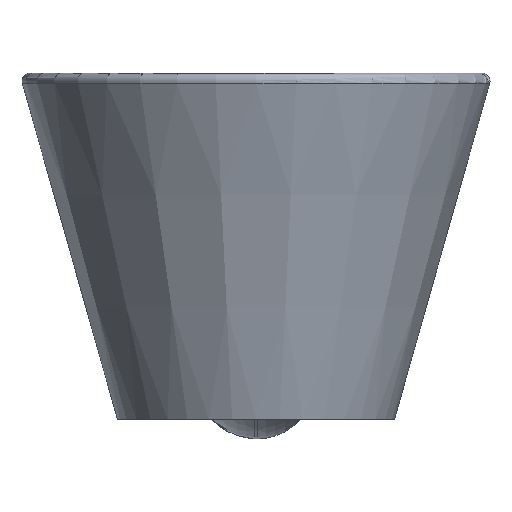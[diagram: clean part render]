
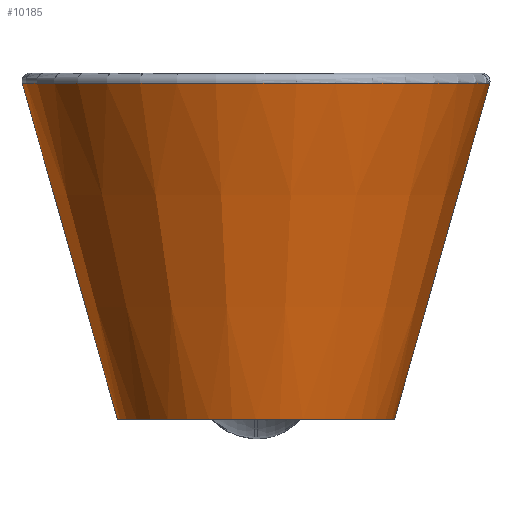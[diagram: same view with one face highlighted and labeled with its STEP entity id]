
A CAD part, front view. The second image highlights one B-rep face of the part: STEP entity #10185.
In plain terms, the highlighted conical face has half-angle 15.819 degrees and reference radius 162.5 mm.
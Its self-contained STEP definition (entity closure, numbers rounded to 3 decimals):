
#8248=CARTESIAN_POINT('',(202.061,-588.,27.5));
#8249=VERTEX_POINT('',#8248);
#8256=CARTESIAN_POINT('',(-7.939,-587.895,27.5));
#8257=VERTEX_POINT('',#8256);
#8258=CARTESIAN_POINT('',(97.032,-646.043,27.5));
#8259=DIRECTION('',(0.,0.,-1.0));
#8260=DIRECTION('',(0.275,-0.961,0.));
#8261=AXIS2_PLACEMENT_3D('',#8258,#8259,#8260);
#8262=CIRCLE('',#8261,120.);
#8263=EDGE_CURVE('',#8249,#8257,#8262,.T.);
#9174=CARTESIAN_POINT('',(-7.939,-472.902,318.592));
#9175=VERTEX_POINT('',#9174);
#9186=CARTESIAN_POINT('',(202.061,-472.937,318.592));
#9187=VERTEX_POINT('',#9186);
#9188=CARTESIAN_POINT('',(97.032,-646.043,318.592));
#9189=DIRECTION('',(0.,0.,1.0));
#9190=DIRECTION('',(0.,-1.,0.));
#9191=AXIS2_PLACEMENT_3D('',#9188,#9189,#9190);
#9192=CIRCLE('',#9191,202.476);
#9193=EDGE_CURVE('',#9175,#9187,#9192,.T.);
#9304=CARTESIAN_POINT('',(-7.939,-472.902,318.592));
#9305=CARTESIAN_POINT('',(-7.939,-545.104,100.682));
#9306=CARTESIAN_POINT('',(-7.939,-587.895,27.5));
#9314=(BOUNDED_CURVE()B_SPLINE_CURVE(2,(#9304,#9305,#9306),.UNSPECIFIED.,.F.,.U.)B_SPLINE_CURVE_WITH_KNOTS((3,3),(0.6,32.266),.UNSPECIFIED.)CURVE()GEOMETRIC_REPRESENTATION_ITEM()RATIONAL_B_SPLINE_CURVE((1.003,1.072,1.0))REPRESENTATION_ITEM(''));
#9315=EDGE_CURVE('',#9175,#8257,#9314,.T.);
#10156=CARTESIAN_POINT('',(202.061,-588.,27.5));
#10157=CARTESIAN_POINT('',(202.061,-545.183,100.595));
#10158=CARTESIAN_POINT('',(202.061,-472.937,318.592));
#10166=(BOUNDED_CURVE()B_SPLINE_CURVE(2,(#10156,#10157,#10158),.UNSPECIFIED.,.F.,.U.)B_SPLINE_CURVE_WITH_KNOTS((3,3),(0.0,31.67),.UNSPECIFIED.)CURVE()GEOMETRIC_REPRESENTATION_ITEM()RATIONAL_B_SPLINE_CURVE((1.0,1.072,1.003))REPRESENTATION_ITEM(''));
#10167=EDGE_CURVE('',#8249,#9187,#10166,.T.);
#10174=CARTESIAN_POINT('',(97.032,-646.043,177.5));
#10175=DIRECTION('',(0.,0.,1.0));
#10176=DIRECTION('',(0.275,-0.961,0.));
#10177=AXIS2_PLACEMENT_3D('',#10174,#10175,#10176);
#10178=CONICAL_SURFACE('',#10177,162.5,15.819);
#10179=ORIENTED_EDGE('',*,*,#9193,.F.);
#10180=ORIENTED_EDGE('',*,*,#9315,.T.);
#10181=ORIENTED_EDGE('',*,*,#8263,.F.);
#10182=ORIENTED_EDGE('',*,*,#10167,.T.);
#10183=EDGE_LOOP('',(#10179,#10180,#10181,#10182));
#10184=FACE_OUTER_BOUND('',#10183,.T.);
#10185=ADVANCED_FACE('',(#10184),#10178,.T.);
